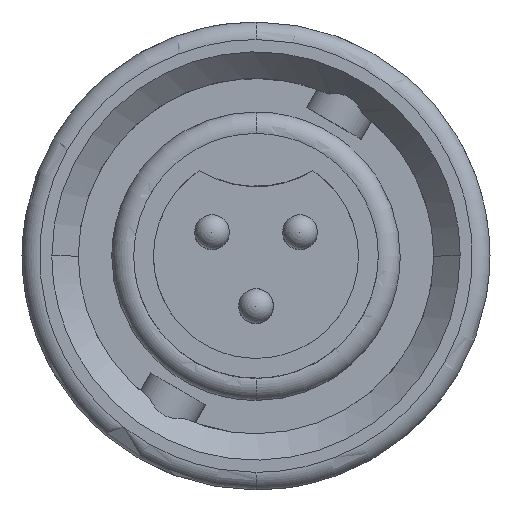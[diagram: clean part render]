
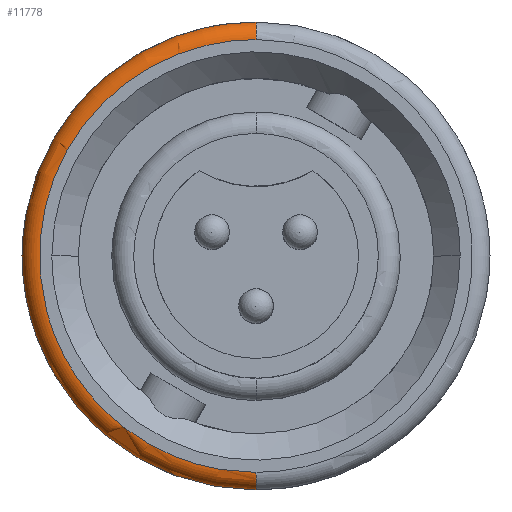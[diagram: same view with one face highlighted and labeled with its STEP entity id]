
A CAD part, top view. The second image highlights one B-rep face of the part: STEP entity #11778.
In plain terms, the highlighted toroidal (fillet/blend) face has major radius 6.248 mm and minor radius 0.508 mm.
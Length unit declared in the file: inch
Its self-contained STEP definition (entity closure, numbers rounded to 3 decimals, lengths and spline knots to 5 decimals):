
#34 = CARTESIAN_POINT ( 'NONE',  ( 0., -0.24597, -0.104 ) ) ;
#257 = TOROIDAL_SURFACE ( 'NONE', #3572, 0.24597, 0.02 ) ;
#404 = AXIS2_PLACEMENT_3D ( 'NONE', #8601, #3114, #9488 ) ;
#873 = CIRCLE ( 'NONE', #2369, 0.26595 ) ;
#875 = VERTEX_POINT ( 'NONE', #11429 ) ;
#1537 = VERTEX_POINT ( 'NONE', #9251 ) ;
#1697 = CARTESIAN_POINT ( 'NONE',  ( 0., 0.24597, -0.124 ) ) ;
#1716 = CARTESIAN_POINT ( 'NONE',  ( -0.24745, -0.02596, -0.104 ) ) ;
#1915 = CIRCLE ( 'NONE', #5335, 0.02 ) ;
#2046 = ORIENTED_EDGE ( 'NONE', *, *, #8143, .T. ) ;
#2188 = B_SPLINE_CURVE_WITH_KNOTS ( 'NONE', 3,
 ( #5367, #6290, #9012, #3558, #9904, #4484, #10804, #5407, #11690, #6329 ),
 .UNSPECIFIED., .F., .F.,
 ( 4, 2, 2, 2, 4 ),
 ( 0.58135, 0.68601, 0.79067, 0.89534, 1. ),
 .UNSPECIFIED. ) ;
#2369 = AXIS2_PLACEMENT_3D ( 'NONE', #3610, #3569, #3532 ) ;
#2446 = ORIENTED_EDGE ( 'NONE', *, *, #6965, .T. ) ;
#2656 = DIRECTION ( 'NONE',  ( 0., 1., 0. ) ) ;
#2815 = ORIENTED_EDGE ( 'NONE', *, *, #3720, .F. ) ;
#3085 = FACE_OUTER_BOUND ( 'NONE', #9700, .T. ) ;
#3114 = DIRECTION ( 'NONE',  ( -1., 0., 0. ) ) ;
#3151 = CIRCLE ( 'NONE', #9510, 0.26595 ) ;
#3532 = DIRECTION ( 'NONE',  ( 1., 0., 0. ) ) ;
#3558 = CARTESIAN_POINT ( 'NONE',  ( -0.10494, -0.22409, -0.104 ) ) ;
#3569 = DIRECTION ( 'NONE',  ( 0., 0., -1. ) ) ;
#3572 = AXIS2_PLACEMENT_3D ( 'NONE', #10678, #10748, #11635 ) ;
#3610 = CARTESIAN_POINT ( 'NONE',  ( 0., 0., -0.12487 ) ) ;
#3644 = CARTESIAN_POINT ( 'NONE',  ( -0.23354, 0.0858, -0.104 ) ) ;
#3720 = EDGE_CURVE ( 'NONE', #6126, #10070, #1915, .T. ) ;
#4001 = CIRCLE ( 'NONE', #404, 0.02 ) ;
#4229 = ORIENTED_EDGE ( 'NONE', *, *, #4761, .F. ) ;
#4362 = CARTESIAN_POINT ( 'NONE',  ( 0., 0., -0.12487 ) ) ;
#4484 = CARTESIAN_POINT ( 'NONE',  ( -0.17168, -0.1782, -0.104 ) ) ;
#4562 = CARTESIAN_POINT ( 'NONE',  ( -0.17179, 0.17998, -0.104 ) ) ;
#4761 = EDGE_CURVE ( 'NONE', #7809, #6126, #873, .T. ) ;
#5277 = DIRECTION ( 'NONE',  ( 1., 0., 0. ) ) ;
#5335 = AXIS2_PLACEMENT_3D ( 'NONE', #1697, #8169, #2656 ) ;
#5367 = CARTESIAN_POINT ( 'NONE',  ( 0., -0.24597, -0.104 ) ) ;
#5407 = CARTESIAN_POINT ( 'NONE',  ( -0.22003, -0.11321, -0.104 ) ) ;
#5490 = CARTESIAN_POINT ( 'NONE',  ( -0.07485, 0.23728, -0.104 ) ) ;
#5947 = CARTESIAN_POINT ( 'NONE',  ( 0., 0.24597, -0.104 ) ) ;
#6126 = VERTEX_POINT ( 'NONE', #6857 ) ;
#6290 = CARTESIAN_POINT ( 'NONE',  ( -0.02696, -0.24597, -0.104 ) ) ;
#6329 = CARTESIAN_POINT ( 'NONE',  ( -0.23799, -0.06218, -0.104 ) ) ;
#6400 = CARTESIAN_POINT ( 'NONE',  ( 0., 0.24597, -0.104 ) ) ;
#6656 = VERTEX_POINT ( 'NONE', #34 ) ;
#6857 = CARTESIAN_POINT ( 'NONE',  ( 0., 0.26595, -0.12487 ) ) ;
#6965 = EDGE_CURVE ( 'NONE', #875, #6656, #4001, .T. ) ;
#7641 = CARTESIAN_POINT ( 'NONE',  ( -0.26595, 0., -0.12487 ) ) ;
#7809 = VERTEX_POINT ( 'NONE', #7641 ) ;
#8143 = EDGE_CURVE ( 'NONE', #1537, #10070, #10963, .T. ) ;
#8169 = DIRECTION ( 'NONE',  ( 1., 0., 0. ) ) ;
#8186 = CARTESIAN_POINT ( 'NONE',  ( -0.23799, -0.06218, -0.104 ) ) ;
#8601 = CARTESIAN_POINT ( 'NONE',  ( 0., -0.24597, -0.124 ) ) ;
#8973 = ORIENTED_EDGE ( 'NONE', *, *, #10325, .T. ) ;
#9012 = CARTESIAN_POINT ( 'NONE',  ( -0.05391, -0.2415, -0.104 ) ) ;
#9088 = CARTESIAN_POINT ( 'NONE',  ( -0.2485, 0.01243, -0.104 ) ) ;
#9251 = CARTESIAN_POINT ( 'NONE',  ( -0.23799, -0.06218, -0.104 ) ) ;
#9440 = ORIENTED_EDGE ( 'NONE', *, *, #10982, .F. ) ;
#9488 = DIRECTION ( 'NONE',  ( 0., 0., 1. ) ) ;
#9510 = AXIS2_PLACEMENT_3D ( 'NONE', #4362, #10683, #5277 ) ;
#9700 = EDGE_LOOP ( 'NONE', ( #2815, #4229, #9440, #2446, #8973, #2046 ) ) ;
#9904 = CARTESIAN_POINT ( 'NONE',  ( -0.12901, -0.21115, -0.104 ) ) ;
#9982 = CARTESIAN_POINT ( 'NONE',  ( -0.21756, 0.12072, -0.104 ) ) ;
#10070 = VERTEX_POINT ( 'NONE', #5947 ) ;
#10325 = EDGE_CURVE ( 'NONE', #6656, #1537, #2188, .T. ) ;
#10678 = CARTESIAN_POINT ( 'NONE',  ( 0., 0., -0.124 ) ) ;
#10683 = DIRECTION ( 'NONE',  ( 0., 0., -1. ) ) ;
#10748 = DIRECTION ( 'NONE',  ( 0., 0., 1. ) ) ;
#10804 = CARTESIAN_POINT ( 'NONE',  ( -0.19028, -0.15818, -0.104 ) ) ;
#10882 = CARTESIAN_POINT ( 'NONE',  ( -0.14205, 0.20427, -0.104 ) ) ;
#10963 = B_SPLINE_CURVE_WITH_KNOTS ( 'NONE', 3,
 ( #8186, #1716, #9088, #3644, #9982, #4562, #10882, #5490, #11765, #6400 ),
 .UNSPECIFIED., .F., .F.,
 ( 4, 2, 2, 2, 4 ),
 ( 0., 0.14534, 0.29067, 0.43601, 0.58135 ),
 .UNSPECIFIED. ) ;
#10982 = EDGE_CURVE ( 'NONE', #875, #7809, #3151, .T. ) ;
#11429 = CARTESIAN_POINT ( 'NONE',  ( 0., -0.26595, -0.12487 ) ) ;
#11635 = DIRECTION ( 'NONE',  ( 0., -1., 0. ) ) ;
#11690 = CARTESIAN_POINT ( 'NONE',  ( -0.23117, -0.08826, -0.104 ) ) ;
#11765 = CARTESIAN_POINT ( 'NONE',  ( -0.03744, 0.24597, -0.104 ) ) ;
#11778 = ADVANCED_FACE ( 'NONE', ( #3085 ), #257, .T. ) ;
